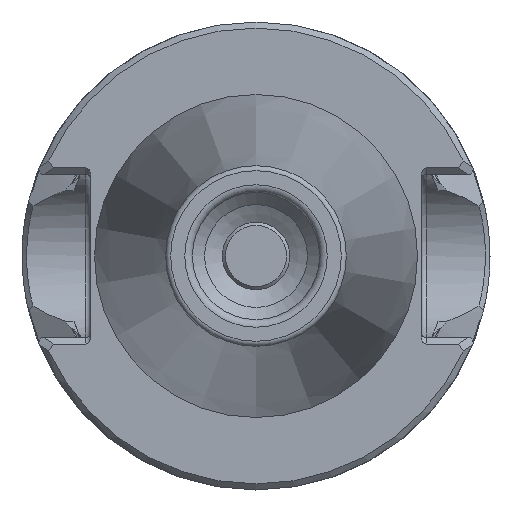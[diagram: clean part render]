
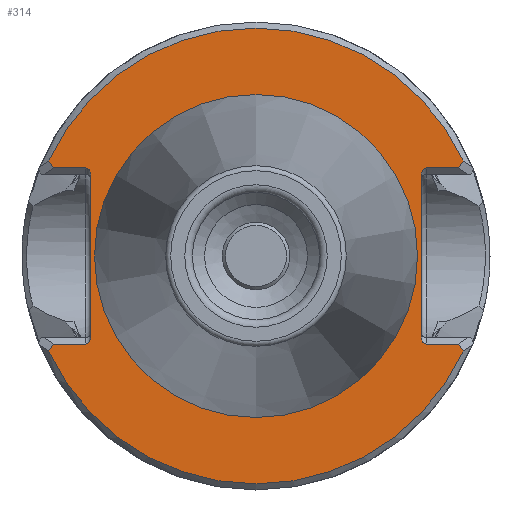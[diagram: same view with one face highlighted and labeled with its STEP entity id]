
A CAD part, left-side view. The second image highlights one B-rep face of the part: STEP entity #314.
In plain terms, the highlighted planar face has unit normal (-1, 0, 0).
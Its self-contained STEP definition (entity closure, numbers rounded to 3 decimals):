
#314 = ADVANCED_FACE( '', ( #811, #812 ), #813, .T. );
#811 = FACE_OUTER_BOUND( '', #1542, .T. );
#812 = FACE_BOUND( '', #1543, .T. );
#813 = PLANE( '', #1544 );
#1542 = EDGE_LOOP( '', ( #2501, #2502, #2503, #2504, #2505, #2506, #2507, #2508, #2509, #2510, #2511, #2512, #2513, #2514, #2515, #2516 ) );
#1543 = EDGE_LOOP( '', ( #2517 ) );
#1544 = AXIS2_PLACEMENT_3D( '', #2518, #2519, #2520 );
#2501 = ORIENTED_EDGE( '', *, *, #4220, .T. );
#2502 = ORIENTED_EDGE( '', *, *, #4221, .T. );
#2503 = ORIENTED_EDGE( '', *, *, #4222, .T. );
#2504 = ORIENTED_EDGE( '', *, *, #4223, .T. );
#2505 = ORIENTED_EDGE( '', *, *, #4224, .T. );
#2506 = ORIENTED_EDGE( '', *, *, #4225, .T. );
#2507 = ORIENTED_EDGE( '', *, *, #4057, .T. );
#2508 = ORIENTED_EDGE( '', *, *, #4226, .T. );
#2509 = ORIENTED_EDGE( '', *, *, #4227, .T. );
#2510 = ORIENTED_EDGE( '', *, *, #4228, .T. );
#2511 = ORIENTED_EDGE( '', *, *, #4229, .T. );
#2512 = ORIENTED_EDGE( '', *, *, #4230, .T. );
#2513 = ORIENTED_EDGE( '', *, *, #4231, .T. );
#2514 = ORIENTED_EDGE( '', *, *, #4232, .T. );
#2515 = ORIENTED_EDGE( '', *, *, #4233, .T. );
#2516 = ORIENTED_EDGE( '', *, *, #4132, .T. );
#2517 = ORIENTED_EDGE( '', *, *, #4234, .F. );
#2518 = CARTESIAN_POINT( '', ( 2., 0., 15.861 ) );
#2519 = DIRECTION( '', ( -1., 0., 0. ) );
#2520 = DIRECTION( '', ( 0., 0., 1. ) );
#4057 = EDGE_CURVE( '', #4773, #4771, #4774, .T. );
#4132 = EDGE_CURVE( '', #4904, #4902, #4905, .T. );
#4220 = EDGE_CURVE( '', #4902, #5049, #5050, .T. );
#4221 = EDGE_CURVE( '', #5049, #5051, #5052, .T. );
#4222 = EDGE_CURVE( '', #5051, #5053, #5054, .T. );
#4223 = EDGE_CURVE( '', #5053, #5055, #5056, .F. );
#4224 = EDGE_CURVE( '', #5055, #5057, #5058, .T. );
#4225 = EDGE_CURVE( '', #5057, #4773, #5059, .F. );
#4226 = EDGE_CURVE( '', #4771, #5060, #5061, .T. );
#4227 = EDGE_CURVE( '', #5060, #5062, #5063, .T. );
#4228 = EDGE_CURVE( '', #5062, #5064, #5065, .T. );
#4229 = EDGE_CURVE( '', #5064, #5066, #5067, .T. );
#4230 = EDGE_CURVE( '', #5066, #5068, #5069, .F. );
#4231 = EDGE_CURVE( '', #5068, #5070, #5071, .T. );
#4232 = EDGE_CURVE( '', #5070, #5072, #5073, .F. );
#4233 = EDGE_CURVE( '', #5072, #4904, #5074, .T. );
#4234 = EDGE_CURVE( '', #5075, #5075, #5076, .T. );
#4771 = VERTEX_POINT( '', #5804 );
#4773 = VERTEX_POINT( '', #5807 );
#4774 = LINE( '', #5808, #5809 );
#4902 = VERTEX_POINT( '', #6060 );
#4904 = VERTEX_POINT( '', #6068 );
#4905 = B_SPLINE_CURVE_WITH_KNOTS( '', 1, ( #6069, #6070 ), .UNSPECIFIED., .F., .F., ( 2, 2 ), ( 0., 0.821 ), .UNSPECIFIED. );
#5049 = VERTEX_POINT( '', #6393 );
#5050 = CIRCLE( '', #6394, 22.4 );
#5051 = VERTEX_POINT( '', #6395 );
#5052 = B_SPLINE_CURVE_WITH_KNOTS( '', 1, ( #6396, #6397 ), .UNSPECIFIED., .F., .F., ( 2, 2 ), ( 0.179, 1. ), .UNSPECIFIED. );
#5053 = VERTEX_POINT( '', #6398 );
#5054 = LINE( '', #6399, #6400 );
#5055 = VERTEX_POINT( '', #6401 );
#5056 = ELLIPSE( '', #6402, 0.707, 0.5 );
#5057 = VERTEX_POINT( '', #6403 );
#5058 = LINE( '', #6404, #6405 );
#5059 = ELLIPSE( '', #6406, 0.707, 0.5 );
#5060 = VERTEX_POINT( '', #6407 );
#5061 = B_SPLINE_CURVE_WITH_KNOTS( '', 1, ( #6408, #6409 ), .UNSPECIFIED., .F., .F., ( 2, 2 ), ( 0., 0.821 ), .UNSPECIFIED. );
#5062 = VERTEX_POINT( '', #6410 );
#5063 = CIRCLE( '', #6411, 22.4 );
#5064 = VERTEX_POINT( '', #6412 );
#5065 = B_SPLINE_CURVE_WITH_KNOTS( '', 1, ( #6413, #6414 ), .UNSPECIFIED., .F., .F., ( 2, 2 ), ( 0.179, 1. ), .UNSPECIFIED. );
#5066 = VERTEX_POINT( '', #6415 );
#5067 = LINE( '', #6416, #6417 );
#5068 = VERTEX_POINT( '', #6418 );
#5069 = ELLIPSE( '', #6419, 0.707, 0.5 );
#5070 = VERTEX_POINT( '', #6420 );
#5071 = LINE( '', #6421, #6422 );
#5072 = VERTEX_POINT( '', #6423 );
#5073 = ELLIPSE( '', #6424, 0.707, 0.5 );
#5074 = LINE( '', #6425, #6426 );
#5075 = VERTEX_POINT( '', #6427 );
#5076 = CIRCLE( '', #6428, 15.861 );
#5804 = CARTESIAN_POINT( '', ( 2., 19.923, -8.65 ) );
#5807 = CARTESIAN_POINT( '', ( 2., 16.75, -8.65 ) );
#5808 = CARTESIAN_POINT( '', ( 2., 21.064, -8.65 ) );
#5809 = VECTOR( '', #7823, 1000. );
#6060 = CARTESIAN_POINT( '', ( 2., -20.361, 9.337 ) );
#6068 = CARTESIAN_POINT( '', ( 2., -19.923, 8.65 ) );
#6069 = CARTESIAN_POINT( '', ( 2., -19.923, 8.65 ) );
#6070 = CARTESIAN_POINT( '', ( 2., -20.361, 9.337 ) );
#6393 = CARTESIAN_POINT( '', ( 2., 20.361, 9.337 ) );
#6394 = AXIS2_PLACEMENT_3D( '', #7992, #7993, #7994 );
#6395 = CARTESIAN_POINT( '', ( 2., 19.923, 8.65 ) );
#6396 = CARTESIAN_POINT( '', ( 2., 20.361, 9.337 ) );
#6397 = CARTESIAN_POINT( '', ( 2., 19.923, 8.65 ) );
#6398 = CARTESIAN_POINT( '', ( 2., 16.75, 8.65 ) );
#6399 = CARTESIAN_POINT( '', ( 2., 16.25, 8.65 ) );
#6400 = VECTOR( '', #7995, 1000. );
#6401 = CARTESIAN_POINT( '', ( 2., 16.25, 7.943 ) );
#6402 = AXIS2_PLACEMENT_3D( '', #7996, #7997, #7998 );
#6403 = CARTESIAN_POINT( '', ( 2., 16.25, -7.943 ) );
#6404 = CARTESIAN_POINT( '', ( 2., 16.25, 15.861 ) );
#6405 = VECTOR( '', #7999, 1000. );
#6406 = AXIS2_PLACEMENT_3D( '', #8000, #8001, #8002 );
#6407 = CARTESIAN_POINT( '', ( 2., 20.361, -9.337 ) );
#6408 = CARTESIAN_POINT( '', ( 2., 19.923, -8.65 ) );
#6409 = CARTESIAN_POINT( '', ( 2., 20.361, -9.337 ) );
#6410 = CARTESIAN_POINT( '', ( 2., -20.361, -9.337 ) );
#6411 = AXIS2_PLACEMENT_3D( '', #8003, #8004, #8005 );
#6412 = CARTESIAN_POINT( '', ( 2., -19.923, -8.65 ) );
#6413 = CARTESIAN_POINT( '', ( 2., -20.361, -9.337 ) );
#6414 = CARTESIAN_POINT( '', ( 2., -19.923, -8.65 ) );
#6415 = CARTESIAN_POINT( '', ( 2., -16.75, -8.65 ) );
#6416 = CARTESIAN_POINT( '', ( 2., -16.25, -8.65 ) );
#6417 = VECTOR( '', #8006, 1000. );
#6418 = CARTESIAN_POINT( '', ( 2., -16.25, -7.943 ) );
#6419 = AXIS2_PLACEMENT_3D( '', #8007, #8008, #8009 );
#6420 = CARTESIAN_POINT( '', ( 2., -16.25, 7.943 ) );
#6421 = CARTESIAN_POINT( '', ( 2., -16.25, 15.861 ) );
#6422 = VECTOR( '', #8010, 1000. );
#6423 = CARTESIAN_POINT( '', ( 2., -16.75, 8.65 ) );
#6424 = AXIS2_PLACEMENT_3D( '', #8011, #8012, #8013 );
#6425 = CARTESIAN_POINT( '', ( 2., -21.064, 8.65 ) );
#6426 = VECTOR( '', #8014, 1000. );
#6427 = CARTESIAN_POINT( '', ( 2., 0., 15.861 ) );
#6428 = AXIS2_PLACEMENT_3D( '', #8015, #8016, #8017 );
#7823 = DIRECTION( '', ( 0., 1., 0. ) );
#7992 = CARTESIAN_POINT( '', ( 2., 0., 0. ) );
#7993 = DIRECTION( '', ( -1., 0., 0. ) );
#7994 = DIRECTION( '', ( 0., 0., 1. ) );
#7995 = DIRECTION( '', ( 0., -1., 0. ) );
#7996 = CARTESIAN_POINT( '', ( 2., 16.75, 7.943 ) );
#7997 = DIRECTION( '', ( -1., 0., 0. ) );
#7998 = DIRECTION( '', ( 0., 0., 1. ) );
#7999 = DIRECTION( '', ( 0., 0., -1. ) );
#8000 = CARTESIAN_POINT( '', ( 2., 16.75, -7.943 ) );
#8001 = DIRECTION( '', ( -1., 0., 0. ) );
#8002 = DIRECTION( '', ( 0., 0., 1. ) );
#8003 = CARTESIAN_POINT( '', ( 2., 0., 0. ) );
#8004 = DIRECTION( '', ( -1., 0., 0. ) );
#8005 = DIRECTION( '', ( 0., 0., 1. ) );
#8006 = DIRECTION( '', ( 0., 1., 0. ) );
#8007 = CARTESIAN_POINT( '', ( 2., -16.75, -7.943 ) );
#8008 = DIRECTION( '', ( -1., 0., 0. ) );
#8009 = DIRECTION( '', ( 0., 0., -1. ) );
#8010 = DIRECTION( '', ( 0., 0., 1. ) );
#8011 = CARTESIAN_POINT( '', ( 2., -16.75, 7.943 ) );
#8012 = DIRECTION( '', ( -1., 0., 0. ) );
#8013 = DIRECTION( '', ( 0., 0., -1. ) );
#8014 = DIRECTION( '', ( 0., -1., 0. ) );
#8015 = CARTESIAN_POINT( '', ( 2., 0., 0. ) );
#8016 = DIRECTION( '', ( -1., 0., 0. ) );
#8017 = DIRECTION( '', ( 0., 0., 1. ) );
